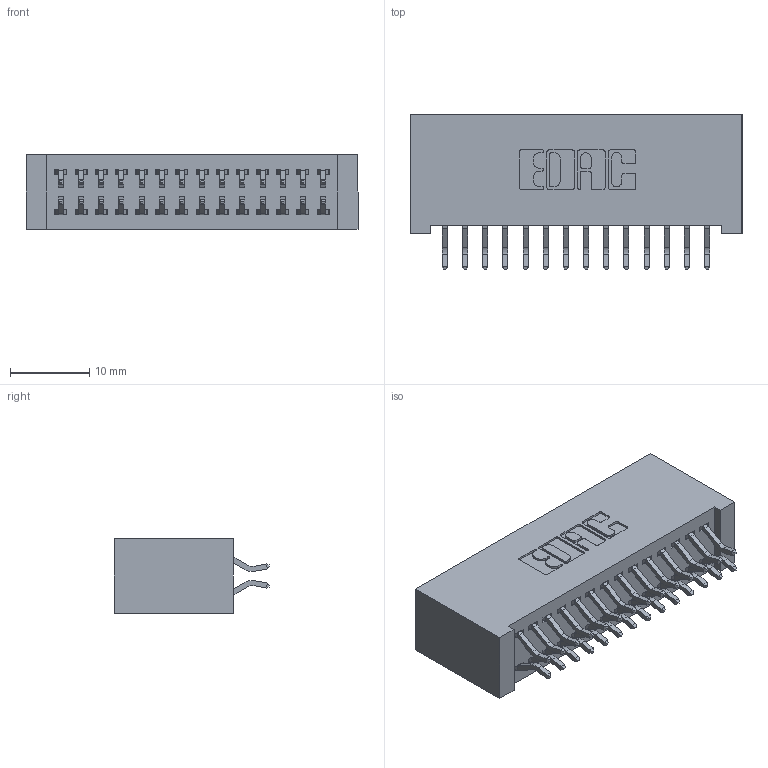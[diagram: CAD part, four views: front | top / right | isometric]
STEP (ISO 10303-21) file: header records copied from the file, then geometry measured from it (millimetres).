
FILE_DESCRIPTION (( 'STEP AP203' ), '1' );
FILE_NAME ('392-028-556-201.STEP', '2018-08-15T21:22:38', ( '' ), ( '' ), 'SwSTEP 2.0', 'SolidWorks 2016', '' );
FILE_SCHEMA (( 'CONFIG_CONTROL_DESIGN' ));
Length unit declared in the file: inch
Products named in the file (3): 342 Part_Lugless; 345-292-001_556 Tail; 392-028-556-201
Assembly tree (29 placements, depth 2):
  392-028-556-201
    342 Part_Lugless
    345-292-001_556 Tail  x28
Bounding box: 41.81 x 19.58 x 9.4 mm (x, y, z)
Volume: 4062.7 mm3; surface area: 6342.3 mm2
Topology: 29 solids, 29 shells, 1726 faces, 5119 edges, 3374 vertices
Faces by surface type: plane 1182, cylinder 544
Entity records: 12439 total; most frequent: CARTESIAN_POINT 2106, ORIENTED_EDGE 2030, DIRECTION 1831, EDGE_CURVE 1015, VECTOR 887, LINE 887, VERTEX_POINT 674, AXIS2_PLACEMENT_3D 472
